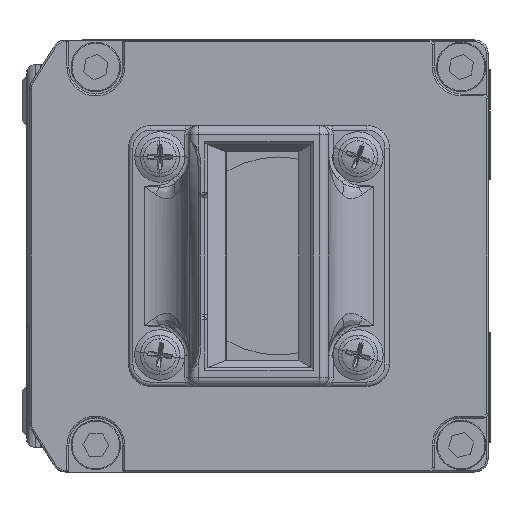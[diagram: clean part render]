
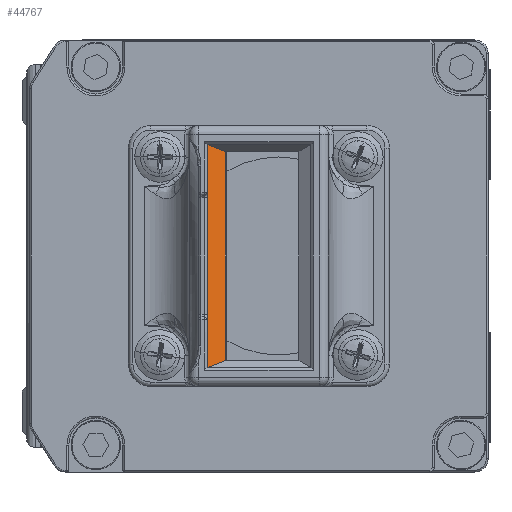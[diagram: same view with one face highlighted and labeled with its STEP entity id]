
A CAD part, left-side view. The second image highlights one B-rep face of the part: STEP entity #44767.
In plain terms, the highlighted face is planar.
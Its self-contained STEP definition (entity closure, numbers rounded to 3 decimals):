
#4658 = FACE_OUTER_BOUND ( 'NONE', #36937, .T. ) ;
#7482 = DIRECTION ( 'NONE',  ( 0., 0., -1. ) ) ;
#7572 = EDGE_CURVE ( 'NONE', #9287, #48315, #26862, .T. ) ;
#7754 = ORIENTED_EDGE ( 'NONE', *, *, #30786, .T. ) ;
#8121 = ORIENTED_EDGE ( 'NONE', *, *, #7572, .F. ) ;
#9287 = VERTEX_POINT ( 'NONE', #33309 ) ;
#11321 = ORIENTED_EDGE ( 'NONE', *, *, #29425, .F. ) ;
#12061 = CARTESIAN_POINT ( 'NONE',  ( -5.75, 1., 12.4 ) ) ;
#13107 = VECTOR ( 'NONE', #25405, 1000. ) ;
#14260 = EDGE_CURVE ( 'NONE', #15115, #39444, #36989, .T. ) ;
#15115 = VERTEX_POINT ( 'NONE', #25784 ) ;
#17996 = DIRECTION ( 'NONE',  ( 0., 0., -1. ) ) ;
#18825 = ORIENTED_EDGE ( 'NONE', *, *, #14260, .F. ) ;
#20225 = PLANE ( 'NONE',  #29992 ) ;
#20583 = CARTESIAN_POINT ( 'NONE',  ( -5.75, 1., 12.5 ) ) ;
#21268 = VECTOR ( 'NONE', #17996, 1000. ) ;
#21631 = CARTESIAN_POINT ( 'NONE',  ( -5.778, 1.014, 12.411 ) ) ;
#22008 = LINE ( 'NONE', #20583, #21268 ) ;
#22210 = VECTOR ( 'NONE', #7482, 1000. ) ;
#23087 = DIRECTION ( 'NONE',  ( 0.842, -0.421, 0.337 ) ) ;
#25405 = DIRECTION ( 'NONE',  ( -0.842, 0.421, 0.337 ) ) ;
#25784 = CARTESIAN_POINT ( 'NONE',  ( -3.75, 0., 11.6 ) ) ;
#25842 = CARTESIAN_POINT ( 'NONE',  ( -3.75, 0., 12.5 ) ) ;
#26862 = LINE ( 'NONE', #42215, #43091 ) ;
#29425 = EDGE_CURVE ( 'NONE', #39444, #9287, #22008, .T. ) ;
#29992 = AXIS2_PLACEMENT_3D ( 'NONE', #47139, #43372, #46894 ) ;
#30786 = EDGE_CURVE ( 'NONE', #15115, #48315, #45225, .T. ) ;
#33309 = CARTESIAN_POINT ( 'NONE',  ( -5.75, 1., -12.4 ) ) ;
#36937 = EDGE_LOOP ( 'NONE', ( #8121, #11321, #18825, #7754 ) ) ;
#36989 = LINE ( 'NONE', #21631, #13107 ) ;
#39444 = VERTEX_POINT ( 'NONE', #12061 ) ;
#42215 = CARTESIAN_POINT ( 'NONE',  ( 1.314, -2.532, -9.574 ) ) ;
#42599 = CARTESIAN_POINT ( 'NONE',  ( -3.75, 0., -11.6 ) ) ;
#43091 = VECTOR ( 'NONE', #23087, 1000. ) ;
#43372 = DIRECTION ( 'NONE',  ( -0.447, -0.894, 0. ) ) ;
#44767 = ADVANCED_FACE ( 'NONE', ( #4658 ), #20225, .F. ) ;
#45225 = LINE ( 'NONE', #25842, #22210 ) ;
#46894 = DIRECTION ( 'NONE',  ( 0.894, -0.447, 0. ) ) ;
#47139 = CARTESIAN_POINT ( 'NONE',  ( -5.75, 1., 12.5 ) ) ;
#48315 = VERTEX_POINT ( 'NONE', #42599 ) ;
